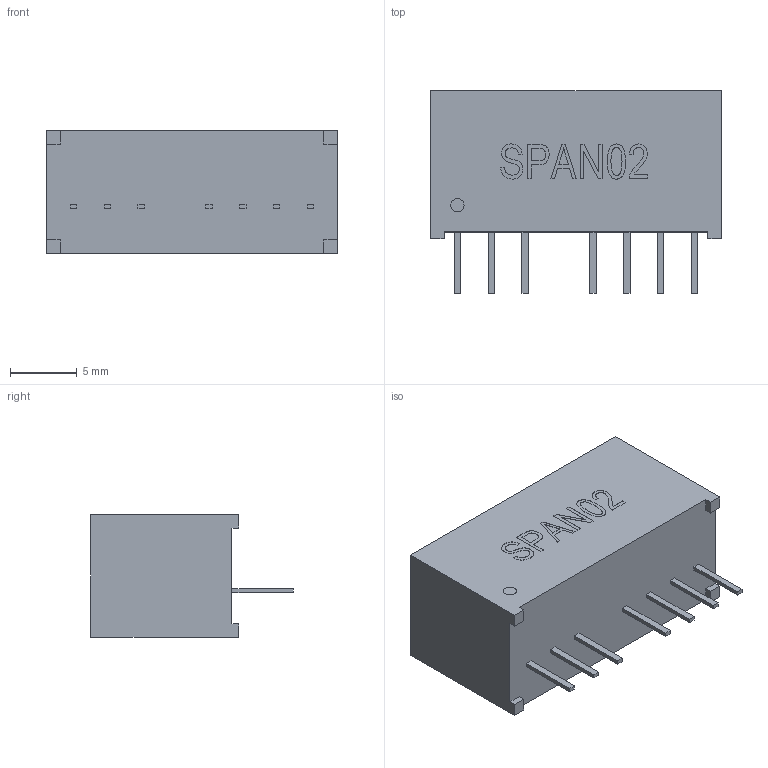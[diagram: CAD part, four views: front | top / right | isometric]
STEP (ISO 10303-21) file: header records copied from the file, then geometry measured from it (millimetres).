
FILE_DESCRIPTION (( 'STEP AP214' ), '1' );
FILE_NAME ('SPAN02.STEP', '2019-07-11T11:47:59', ( '' ), ( '' ), 'SwSTEP 2.0', 'SolidWorks 2018', '' );
FILE_SCHEMA (( 'AUTOMOTIVE_DESIGN' ));
Length unit declared in the file: millimetre
Products named in the file (3): SPAN02; Body; P
Assembly tree (8 placements, depth 2):
  SPAN02
    Body
    P  x7
Bounding box: 21.8 x 15.2 x 9.2 mm (x, y, z)
Volume: 2132.7 mm3; surface area: 1120.7 mm2
Topology: 8 solids, 8 shells, 145 faces, 357 edges, 238 vertices
Faces by surface type: plane 105, bspline 38, cylinder 2
Entity records: 5618 total; most frequent: CARTESIAN_POINT 2961, ORIENTED_EDGE 570, DIRECTION 377, EDGE_CURVE 285, LINE 205, VECTOR 205, VERTEX_POINT 190, EDGE_LOOP 119
